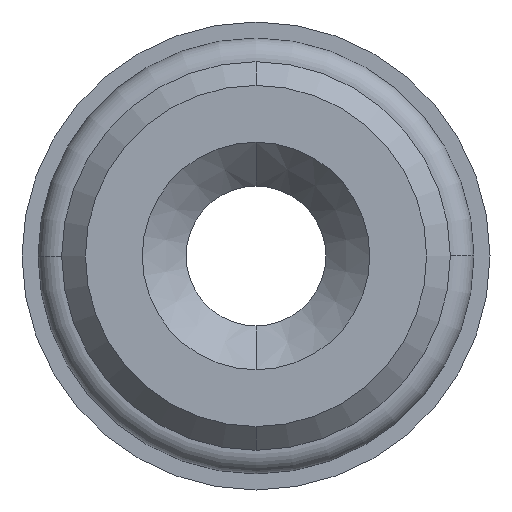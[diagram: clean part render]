
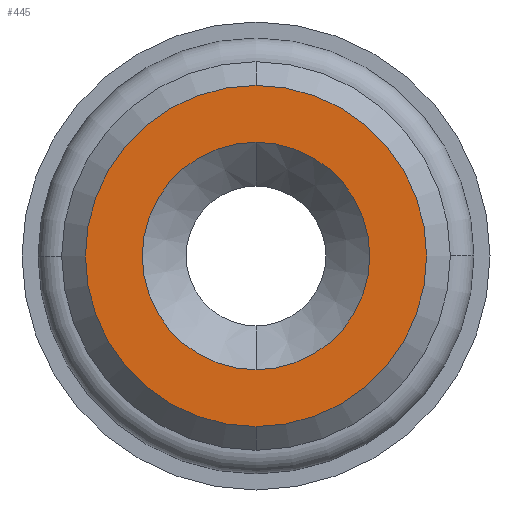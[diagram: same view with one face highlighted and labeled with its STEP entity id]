
A CAD part, front view. The second image highlights one B-rep face of the part: STEP entity #445.
In plain terms, the highlighted planar face has unit normal (0, -1, 0).
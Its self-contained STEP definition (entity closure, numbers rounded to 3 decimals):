
#161 = VERTEX_POINT ( 'NONE', #542 ) ;
#208 = ORIENTED_EDGE ( 'NONE', *, *, #1237, .F. ) ;
#217 = CIRCLE ( 'NONE', #487, 4.8 ) ;
#241 = EDGE_CURVE ( 'NONE', #1271, #1256, #1865, .T. ) ;
#326 = CARTESIAN_POINT ( 'NONE',  ( 0., -8.8, 0. ) ) ;
#353 = ORIENTED_EDGE ( 'NONE', *, *, #690, .T. ) ;
#382 = CARTESIAN_POINT ( 'NONE',  ( 0., -8.8, 0. ) ) ;
#393 = CARTESIAN_POINT ( 'NONE',  ( 0., -8.8, 7.2 ) ) ;
#402 = DIRECTION ( 'NONE',  ( 0., -1., 0. ) ) ;
#444 = ORIENTED_EDGE ( 'NONE', *, *, #1430, .F. ) ;
#445 = ADVANCED_FACE ( 'NONE', ( #1520, #678 ), #1816, .T. ) ;
#451 = CIRCLE ( 'NONE', #1191, 7.2 ) ;
#460 = AXIS2_PLACEMENT_3D ( 'NONE', #1356, #899, #890 ) ;
#481 = DIRECTION ( 'NONE',  ( 0., 0., -1. ) ) ;
#487 = AXIS2_PLACEMENT_3D ( 'NONE', #382, #1476, #541 ) ;
#541 = DIRECTION ( 'NONE',  ( 0., 0., -1. ) ) ;
#542 = CARTESIAN_POINT ( 'NONE',  ( 0., -8.8, 4.8 ) ) ;
#566 = CARTESIAN_POINT ( 'NONE',  ( 0., -8.8, 0. ) ) ;
#588 = CARTESIAN_POINT ( 'NONE',  ( 0., -8.8, -4.8 ) ) ;
#678 = FACE_OUTER_BOUND ( 'NONE', #1182, .T. ) ;
#690 = EDGE_CURVE ( 'NONE', #1256, #1271, #451, .T. ) ;
#714 = DIRECTION ( 'NONE',  ( 0., -1., 0. ) ) ;
#768 = EDGE_LOOP ( 'NONE', ( #444, #208 ) ) ;
#800 = CIRCLE ( 'NONE', #824, 4.8 ) ;
#824 = AXIS2_PLACEMENT_3D ( 'NONE', #326, #1413, #481 ) ;
#890 = DIRECTION ( 'NONE',  ( 0., 0., -1. ) ) ;
#899 = DIRECTION ( 'NONE',  ( 0., -1., 0. ) ) ;
#1115 = CARTESIAN_POINT ( 'NONE',  ( 0., -8.8, -7.2 ) ) ;
#1160 = ORIENTED_EDGE ( 'NONE', *, *, #241, .T. ) ;
#1182 = EDGE_LOOP ( 'NONE', ( #1160, #353 ) ) ;
#1191 = AXIS2_PLACEMENT_3D ( 'NONE', #1649, #714, #1804 ) ;
#1237 = EDGE_CURVE ( 'NONE', #161, #1978, #800, .T. ) ;
#1256 = VERTEX_POINT ( 'NONE', #1115 ) ;
#1271 = VERTEX_POINT ( 'NONE', #393 ) ;
#1356 = CARTESIAN_POINT ( 'NONE',  ( 0., -8.8, 0. ) ) ;
#1413 = DIRECTION ( 'NONE',  ( 0., -1., 0. ) ) ;
#1430 = EDGE_CURVE ( 'NONE', #1978, #161, #217, .T. ) ;
#1476 = DIRECTION ( 'NONE',  ( 0., -1., 0. ) ) ;
#1520 = FACE_BOUND ( 'NONE', #768, .T. ) ;
#1559 = AXIS2_PLACEMENT_3D ( 'NONE', #566, #402, #1971 ) ;
#1649 = CARTESIAN_POINT ( 'NONE',  ( 0., -8.8, 0. ) ) ;
#1804 = DIRECTION ( 'NONE',  ( 0., 0., -1. ) ) ;
#1816 = PLANE ( 'NONE',  #1559 ) ;
#1865 = CIRCLE ( 'NONE', #460, 7.2 ) ;
#1971 = DIRECTION ( 'NONE',  ( 0., 0., -1. ) ) ;
#1978 = VERTEX_POINT ( 'NONE', #588 ) ;
